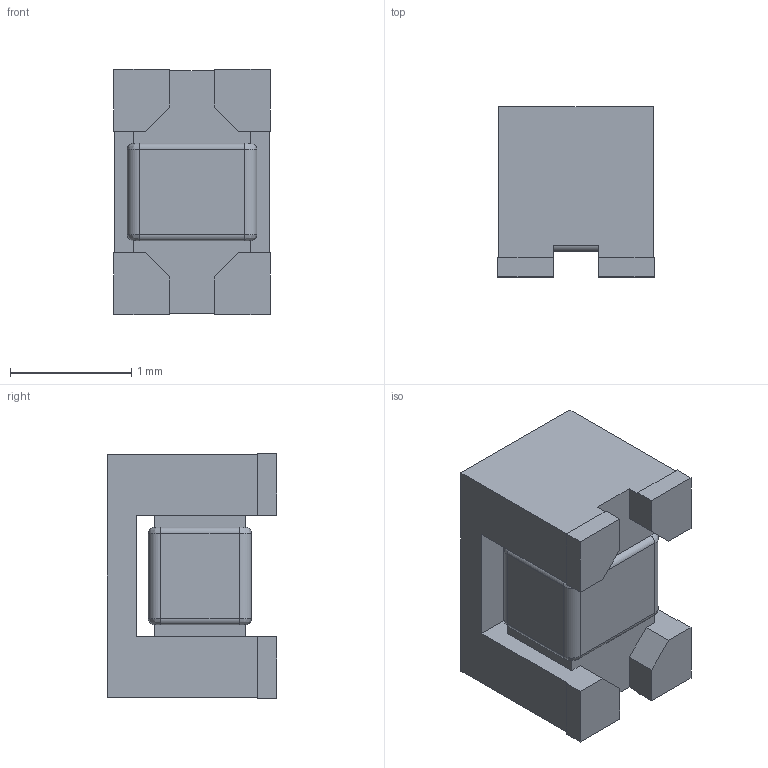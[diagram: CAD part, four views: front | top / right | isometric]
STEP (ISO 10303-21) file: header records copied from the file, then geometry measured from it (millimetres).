
FILE_DESCRIPTION (( 'STEP AP214' ), '1' );
FILE_NAME ('Coilcraft-0805USBF.STEP', '2020-05-28T08:57:31', ( '' ), ( '' ), 'SwSTEP 2.0', 'SolidWorks 2019', '' );
FILE_SCHEMA (( 'AUTOMOTIVE_DESIGN' ));
Length unit declared in the file: millimetre
Products named in the file (1): Coilcraft-0805USBF
Bounding box: 1.29 x 1.4 x 2.02 mm (x, y, z)
Volume: 2.8 mm3; surface area: 17.3 mm2
Topology: 1 solids, 1 shells, 64 faces, 176 edges, 112 vertices
Faces by surface type: plane 44, cylinder 12, bspline 8
Entity records: 2602 total; most frequent: CARTESIAN_POINT 545, ORIENTED_EDGE 352, DIRECTION 298, EDGE_CURVE 176, LINE 136, VECTOR 136, VERTEX_POINT 112, AXIS2_PLACEMENT_3D 81
